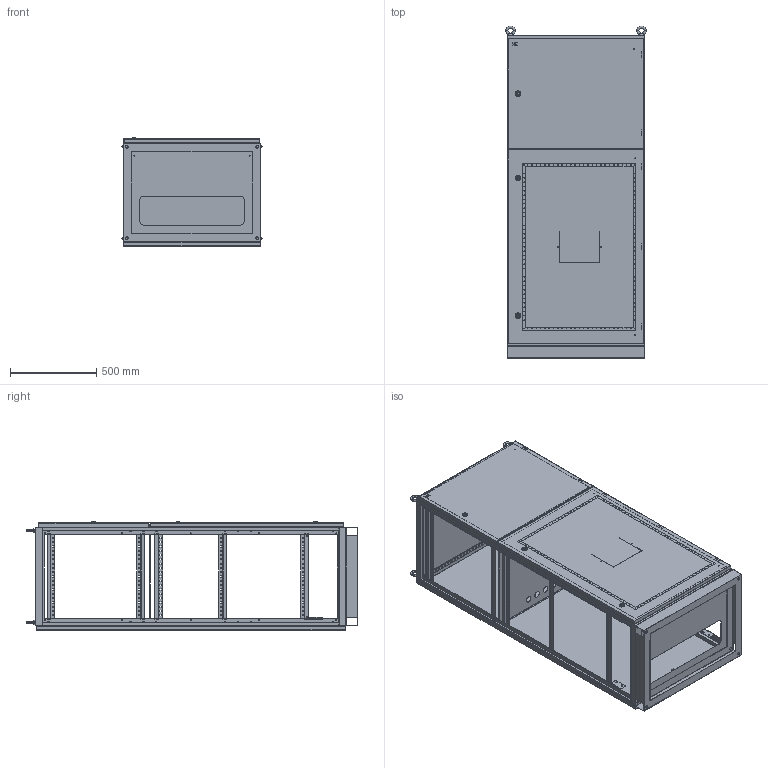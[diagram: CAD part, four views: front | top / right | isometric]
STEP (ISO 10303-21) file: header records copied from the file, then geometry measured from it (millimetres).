
FILE_DESCRIPTION (( 'STEP AP214' ), '1' );
FILE_NAME ('YKM2-C3-1886-31 Øêàô íàïîëüíûé öåëüíîñâàðíîé ÂÐÓ-2 18.80.60 IP31 TITAN.STEP', '2016-09-22T07:45:10', ( 'user' ), ( '' ), 'SwSTEP 2.0', 'SolidWorks 2014', '' );
FILE_SCHEMA (( 'AUTOMOTIVE_DESIGN' ));
Length unit declared in the file: millimetre
Products named in the file (6): YKM2-C3-1886-31 Øêàô íàïîëüíûé öåëüíîñâàðíîé ÂÐÓ-2 18.80.60 IP31 TITAN; Îáîëî÷êà ÂÐÓ-2 1800õ800õ600 IP31; Äâåðü äëÿ ÂÐÓ-2 1800õ800 IP31; Äâåðü ó÷¸òíîãî îòñåêà 800 IP31; Ñòåíêà çàäíÿÿ äëÿ ÂÐÓ-õ 1800õ800 IP31; Öîêîëü äëÿ ÂÐÓ 800õ600
Assembly tree (5 placements, depth 2):
  YKM2-C3-1886-31 Øêàô íàïîëüíûé öåëüíîñâàðíîé ÂÐÓ-2 18.80.60 IP31 TITAN
    Îáîëî÷êà ÂÐÓ-2 1800õ800õ600 IP31
    Äâåðü äëÿ ÂÐÓ-2 1800õ800 IP31
    Äâåðü ó÷¸òíîãî îòñåêà 800 IP31
    Ñòåíêà çàäíÿÿ äëÿ ÂÐÓ-õ 1800õ800 IP31
    Öîêîëü äëÿ ÂÐÓ 800õ600
Bounding box: 814 x 1926 x 627.5 mm (x, y, z)
Volume: 10382692.1 mm3; surface area: 12787178.8 mm2
Topology: 27 solids, 27 shells, 3183 faces, 8510 edges, 5552 vertices
Faces by surface type: plane 2245, cylinder 742, cone 142, bspline 24, torus 22, sphere 8
Entity records: 102072 total; most frequent: CARTESIAN_POINT 19305, ORIENTED_EDGE 17020, DIRECTION 16236, EDGE_CURVE 8510, LINE 6406, VECTOR 6406, VERTEX_POINT 5552, AXIS2_PLACEMENT_3D 4915
